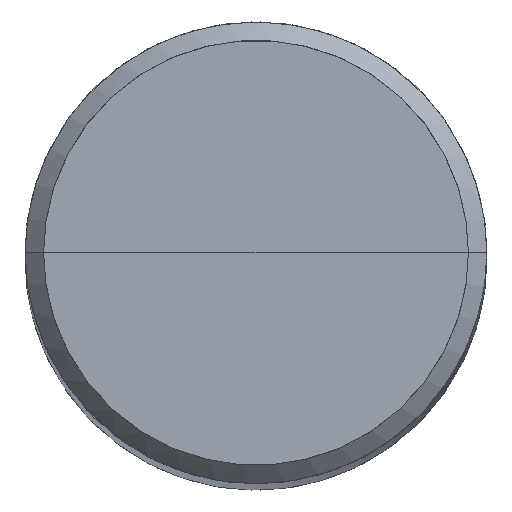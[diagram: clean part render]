
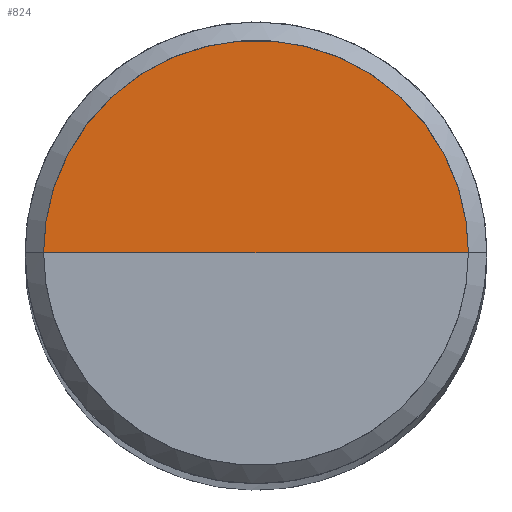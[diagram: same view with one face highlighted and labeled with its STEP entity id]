
A CAD part, top view. The second image highlights one B-rep face of the part: STEP entity #824.
In plain terms, the highlighted free-form (B-spline) face has degree [1, 2] with [2, 5] control points.
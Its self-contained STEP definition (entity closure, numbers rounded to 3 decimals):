
#581=CARTESIAN_POINT('',(2.3,0.0,39.0));
#582=CARTESIAN_POINT('',(2.3,2.3,39.0));
#583=CARTESIAN_POINT('',(0.0,2.3,39.0));
#584=CARTESIAN_POINT('',(-2.3,2.3,39.0));
#585=CARTESIAN_POINT('',(-2.3,0.0,39.0));
#586=CARTESIAN_POINT('',(0.0,0.0,39.0));
#809=(
BOUNDED_SURFACE()
B_SPLINE_SURFACE(1,2,(
(#581,#582,#583,#584,#585),
(#586,#586,#586,#586,#586)
), .UNSPECIFIED.,.F.,.F.,.F.)
B_SPLINE_SURFACE_WITH_KNOTS((2,2),(3,2,3),(
0.0,1.0),(
0.0,0.5,1.0), .UNSPECIFIED.)
GEOMETRIC_REPRESENTATION_ITEM()
RATIONAL_B_SPLINE_SURFACE(((1.0,0.707,1.0,0.707,1.0),
(1.0,0.707,1.0,0.707,1.0)
))
REPRESENTATION_ITEM('')
SURFACE()
);
#810=(
BOUNDED_CURVE()
B_SPLINE_CURVE(2,(#585,#584,#583,#582,#581),.UNSPECIFIED.,.F.,.F.)
B_SPLINE_CURVE_WITH_KNOTS((3,2,3),
(0.0,0.5,1.0),.UNSPECIFIED.)
CURVE()
GEOMETRIC_REPRESENTATION_ITEM()
RATIONAL_B_SPLINE_CURVE((1.0,0.707,1.0,0.707,1.0))
REPRESENTATION_ITEM('')
);
#811=(
BOUNDED_CURVE()
B_SPLINE_CURVE(1,(#581,#586),.UNSPECIFIED.,.F.,.F.)
B_SPLINE_CURVE_WITH_KNOTS((2,2),
(0.0,1.0),.UNSPECIFIED.)
CURVE()
GEOMETRIC_REPRESENTATION_ITEM()
RATIONAL_B_SPLINE_CURVE((1.0,1.0))
REPRESENTATION_ITEM('')
);
#812=(
BOUNDED_CURVE()
B_SPLINE_CURVE(1,(#586,#585),.UNSPECIFIED.,.F.,.F.)
B_SPLINE_CURVE_WITH_KNOTS((2,2),
(0.0,1.0),.UNSPECIFIED.)
CURVE()
GEOMETRIC_REPRESENTATION_ITEM()
RATIONAL_B_SPLINE_CURVE((1.0,1.0))
REPRESENTATION_ITEM('')
);
#813=VERTEX_POINT('',#581);
#814=VERTEX_POINT('',#585);
#815=VERTEX_POINT('',#586);
#816=EDGE_CURVE('',#814,#813,#810,.T.);
#817=EDGE_CURVE('',#813,#815,#811,.T.);
#818=EDGE_CURVE('',#815,#814,#812,.T.);
#819=ORIENTED_EDGE('',*,*,#816,.T.);
#820=ORIENTED_EDGE('',*,*,#817,.T.);
#821=ORIENTED_EDGE('',*,*,#818,.T.);
#822=EDGE_LOOP('',(#819,#820,#821));
#823=FACE_OUTER_BOUND('',#822,.T.);
#824=ADVANCED_FACE('',(#823),#809,.T.);
